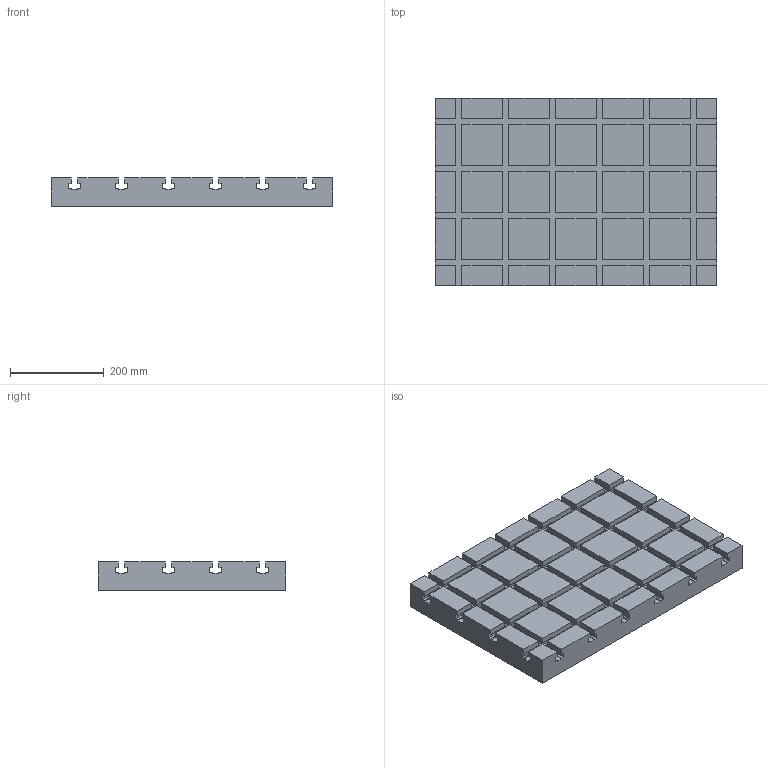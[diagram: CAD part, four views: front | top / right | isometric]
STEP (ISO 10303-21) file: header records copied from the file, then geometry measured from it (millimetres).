
FILE_DESCRIPTION( ( 'Unknown' ), '1' );
FILE_NAME( 'BP03-60400-0600-14.stp', 'Unknown', ( 'S.C.H' ), ( 'Unknown' ), 'XStep 1.0', 'Unknown', ' ' );
FILE_SCHEMA( ( 'CONFIG_CONTROL_DESIGN' ) );
Length unit declared in the file: millimetre
Products named in the file (1): 1
Bounding box: 600 x 400 x 60 mm (x, y, z)
Volume: 12436712 mm3; surface area: 857619.5 mm2
Topology: 1 solids, 1 shells, 459 faces, 1236 edges, 824 vertices
Faces by surface type: plane 459
Entity records: 14114 total; most frequent: CARTESIAN_POINT 2520, ORIENTED_EDGE 2472, DIRECTION 2156, EDGE_CURVE 1236, LINE 1236, VECTOR 1236, VERTEX_POINT 824, EDGE_LOOP 504
